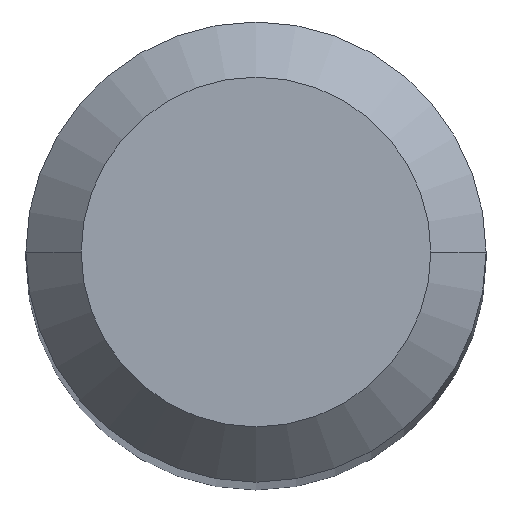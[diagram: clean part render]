
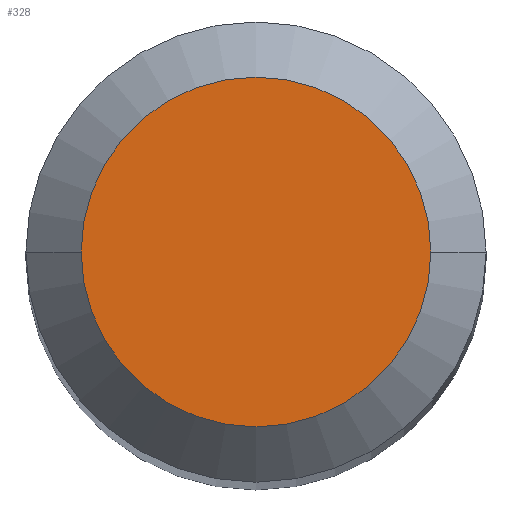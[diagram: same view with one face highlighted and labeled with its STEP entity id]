
A CAD part, top view. The second image highlights one B-rep face of the part: STEP entity #328.
In plain terms, the highlighted planar face has unit normal (0, 0, 1).
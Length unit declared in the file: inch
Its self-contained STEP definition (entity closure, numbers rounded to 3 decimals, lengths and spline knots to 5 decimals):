
#1 = DIRECTION ( 'NONE',  ( 1., 0., 0. ) ) ;
#5 = DIRECTION ( 'NONE',  ( 0., 0., -1. ) ) ;
#32 = EDGE_CURVE ( 'NONE', #216, #356, #378, .T. ) ;
#59 = ORIENTED_EDGE ( 'NONE', *, *, #385, .T. ) ;
#168 = FACE_OUTER_BOUND ( 'NONE', #423, .T. ) ;
#199 = DIRECTION ( 'NONE',  ( 0., 0., 1. ) ) ;
#203 = CARTESIAN_POINT ( 'NONE',  ( 0., 0., 0. ) ) ;
#216 = VERTEX_POINT ( 'NONE', #466 ) ;
#239 = PLANE ( 'NONE',  #249 ) ;
#241 = AXIS2_PLACEMENT_3D ( 'NONE', #363, #199, #292 ) ;
#249 = AXIS2_PLACEMENT_3D ( 'NONE', #251, #5, #324 ) ;
#251 = CARTESIAN_POINT ( 'NONE',  ( 0., 0.0475, 0. ) ) ;
#277 = CARTESIAN_POINT ( 'NONE',  ( 0.0475, 0., 0. ) ) ;
#292 = DIRECTION ( 'NONE',  ( 1., 0., 0. ) ) ;
#324 = DIRECTION ( 'NONE',  ( -1., 0., 0. ) ) ;
#328 = ADVANCED_FACE ( 'NONE', ( #168 ), #239, .F. ) ;
#356 = VERTEX_POINT ( 'NONE', #277 ) ;
#357 = DIRECTION ( 'NONE',  ( 0., 0., 1. ) ) ;
#359 = CIRCLE ( 'NONE', #405, 0.0475 ) ;
#363 = CARTESIAN_POINT ( 'NONE',  ( 0., 0., 0. ) ) ;
#371 = ORIENTED_EDGE ( 'NONE', *, *, #32, .T. ) ;
#378 = CIRCLE ( 'NONE', #241, 0.0475 ) ;
#385 = EDGE_CURVE ( 'NONE', #356, #216, #359, .T. ) ;
#405 = AXIS2_PLACEMENT_3D ( 'NONE', #203, #357, #1 ) ;
#423 = EDGE_LOOP ( 'NONE', ( #371, #59 ) ) ;
#466 = CARTESIAN_POINT ( 'NONE',  ( -0.0475, 0., 0. ) ) ;
